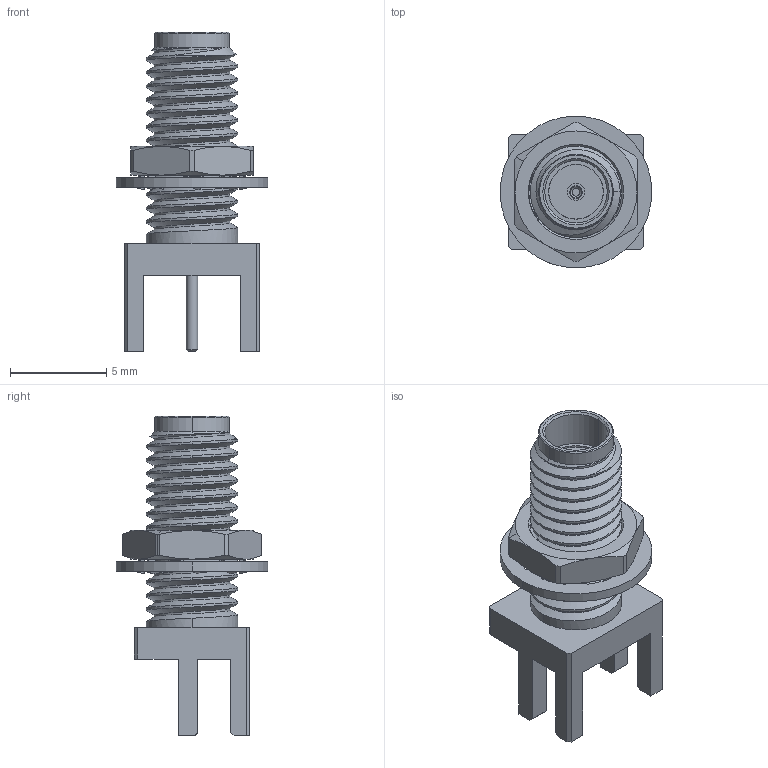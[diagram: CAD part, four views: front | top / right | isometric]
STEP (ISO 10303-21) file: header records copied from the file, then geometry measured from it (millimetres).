
FILE_DESCRIPTION (( 'STEP AP214' ), '1' );
FILE_NAME ('36-462-DS-1.6.STEP', '2026-02-20T16:21:05', ( '' ), ( '' ), 'SwSTEP 2.0', 'SolidWorks 2025', '' );
FILE_SCHEMA (( 'AUTOMOTIVE_DESIGN' ));
Length unit declared in the file: millimetre
Products named in the file (1): 36-462-DS-1.6
Bounding box: 7.9 x 7.9 x 16.65 mm (x, y, z)
Surface area: 665.9 mm2 (no closed solid volume)
Topology: 0 solids, 6 shells, 189 faces, 514 edges, 331 vertices
Faces by surface type: cylinder 84, plane 42, bspline 34, cone 29
Entity records: 8605 total; most frequent: CARTESIAN_POINT 4207, ORIENTED_EDGE 980, DIRECTION 816, EDGE_CURVE 514, VERTEX_POINT 331, AXIS2_PLACEMENT_3D 302, VECTOR 212, LINE 212
